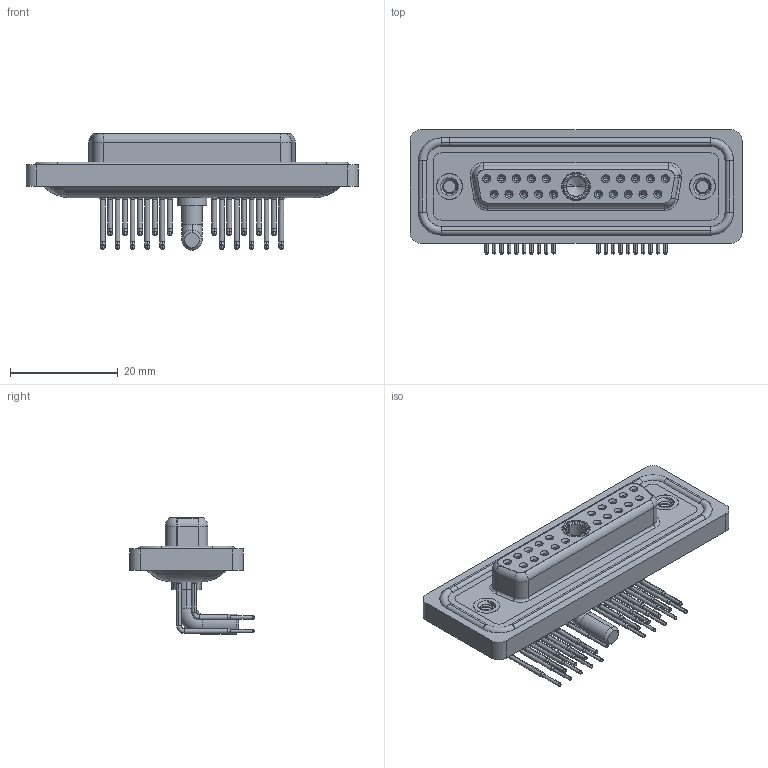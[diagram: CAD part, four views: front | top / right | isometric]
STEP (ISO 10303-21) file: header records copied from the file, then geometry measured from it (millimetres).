
FILE_DESCRIPTION (( 'STEP AP203' ), '1' );
FILE_NAME ('630W21W1640-4N2.STEP', '2024-04-12T03:06:01', ( '' ), ( '' ), 'SwSTEP 2.0', 'SolidWorks 2023', '' );
FILE_SCHEMA (( 'CONFIG_CONTROL_DESIGN' ));
Length unit declared in the file: millimetre
Products named in the file (9): Power Socket_40A RA; 630W21W1640-4N2; 630Combo Housing_21W1; 630Combo Contact Row 2_50 Contacts; 630Combo Threaded Rivet_2; 630Combo Shell Rear_25 Contacts; 630Combo Waterproof Housing_25 Contacts; 630Combo Contact Row 1_50 Contacts; 630Combo Shell Front_25 Contacts
Assembly tree (27 placements, depth 2):
  630W21W1640-4N2
    630Combo Housing_21W1
    630Combo Shell Front_25 Contacts
    630Combo Shell Rear_25 Contacts
    630Combo Threaded Rivet_2  x2
    Power Socket_40A RA
    630Combo Contact Row 1_50 Contacts  x10
    630Combo Contact Row 2_50 Contacts  x10
    630Combo Waterproof Housing_25 Contacts
Bounding box: 61.75 x 23.12 x 21.68 mm (x, y, z)
Volume: 8578.2 mm3; surface area: 14823.3 mm2
Topology: 29 solids, 29 shells, 1524 faces, 3871 edges, 2439 vertices
Faces by surface type: cylinder 673, plane 434, cone 249, bspline 91, torus 77
Entity records: 26322 total; most frequent: CARTESIAN_POINT 6222, DIRECTION 4224, ORIENTED_EDGE 3696, EDGE_CURVE 1848, AXIS2_PLACEMENT_3D 1740, VERTEX_POINT 1181, CIRCLE 955, EDGE_LOOP 913
